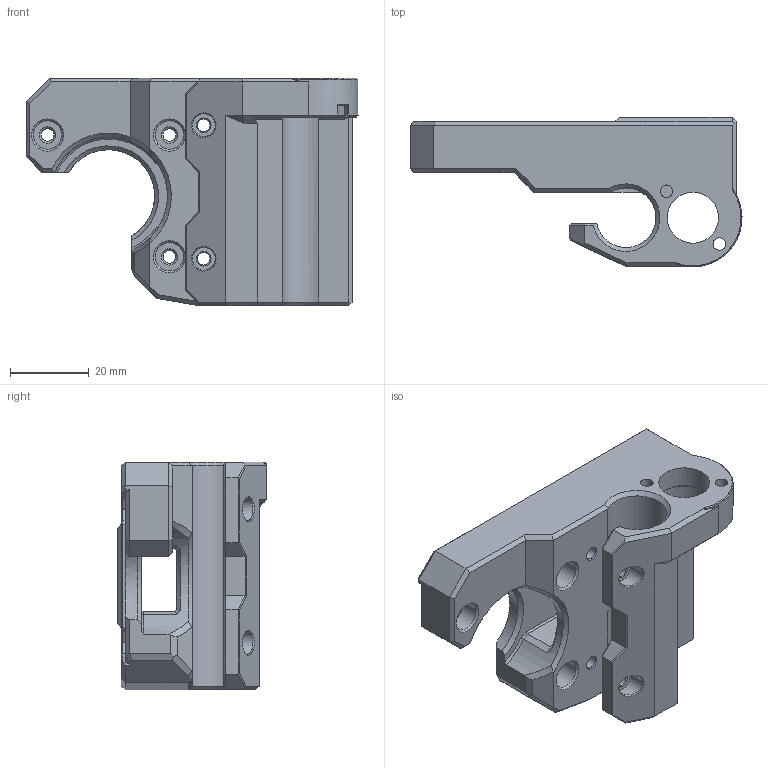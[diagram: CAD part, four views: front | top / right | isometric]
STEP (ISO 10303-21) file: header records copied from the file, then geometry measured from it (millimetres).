
FILE_DESCRIPTION(/* description */ (''),/* implementation_level */ '2;1');
FILE_NAME(/* name */ 'x-end-motor.step',/* time_stamp */ '2022-07-29T20:56:58+02:00',/* author */ (''),/* organization */ (''),/* preprocessor_version */ 'ST-DEVELOPER v19',/* originating_system */ 'Autodesk Translation Framework v11.7.0.108',/* authorisation */ '');
FILE_SCHEMA (('AUTOMOTIVE_DESIGN { 1 0 10303 214 3 1 1 }'));
Length unit declared in the file: millimetre
Products named in the file (1): x-end-motor
Bounding box: 84.5 x 38.11 x 58 mm (x, y, z)
Volume: 59569.7 mm3; surface area: 21429.3 mm2
Topology: 1 solids, 1 shells, 335 faces, 891 edges, 564 vertices
Faces by surface type: plane 237, bspline 42, cone 33, cylinder 23
Full cylindrical faces by diameter (mm): 3.2 x10, 5.8 x2, 7.2 x3, 13.02 x1, 14 x1
Entity records: 11163 total; most frequent: CARTESIAN_POINT 3002, ORIENTED_EDGE 1780, DIRECTION 1517, EDGE_CURVE 890, LINE 647, VECTOR 647, VERTEX_POINT 564, AXIS2_PLACEMENT_3D 435
